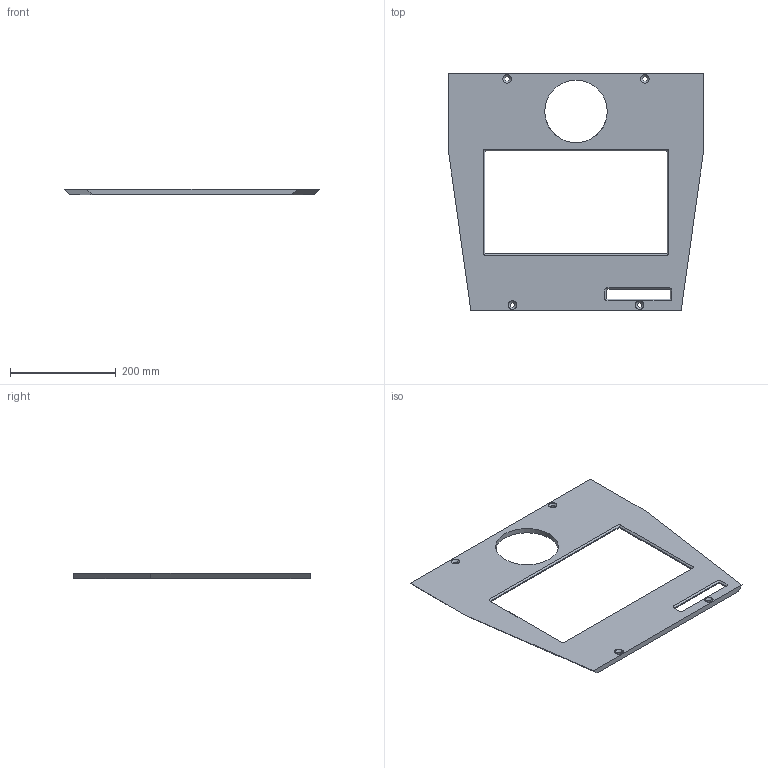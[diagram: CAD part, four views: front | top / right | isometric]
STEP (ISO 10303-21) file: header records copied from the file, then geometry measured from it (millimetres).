
FILE_DESCRIPTION (( 'STEP AP203' ), '1' );
FILE_NAME ('PB4.01.01.014 -front Panel.STEP', '2020-04-23T18:58:28', ( '' ), ( '' ), 'SwSTEP 2.0', 'SolidWorks 2018', '' );
FILE_SCHEMA (( 'CONFIG_CONTROL_DESIGN' ));
Length unit declared in the file: millimetre
Products named in the file (1): PB4.01.01.014 -front Panel
Bounding box: 481.61 x 447 x 10 mm (x, y, z)
Volume: 924619.2 mm3; surface area: 272724.7 mm2
Topology: 1 solids, 1 shells, 84 faces, 215 edges, 131 vertices
Faces by surface type: cylinder 35, plane 33, cone 16
Entity records: 2629 total; most frequent: DIRECTION 466, CARTESIAN_POINT 431, ORIENTED_EDGE 430, EDGE_CURVE 215, AXIS2_PLACEMENT_3D 166, LINE 134, VECTOR 134, VERTEX_POINT 131
